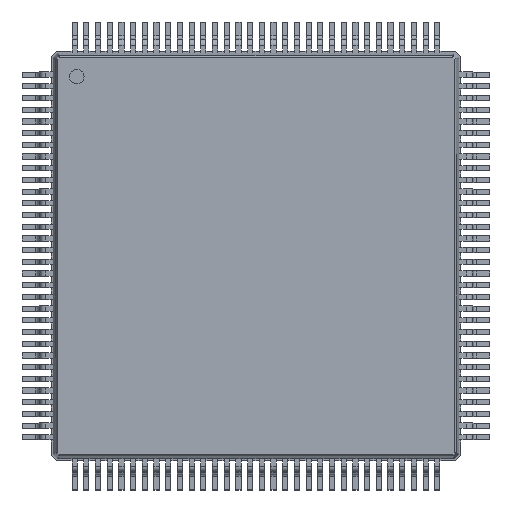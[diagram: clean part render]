
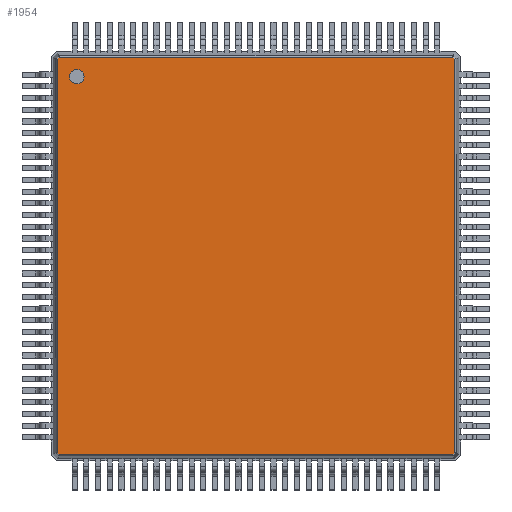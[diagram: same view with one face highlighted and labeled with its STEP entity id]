
A CAD part, top view. The second image highlights one B-rep face of the part: STEP entity #1954.
In plain terms, the highlighted planar face has unit normal (0, 0, 1).
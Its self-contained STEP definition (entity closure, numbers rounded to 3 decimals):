
#13=DIRECTION('',(0.,0.,1.));
#43=CARTESIAN_POINT('',(-6.74,6.829,1.1));
#337=VERTEX_POINT('',#338);
#338=CARTESIAN_POINT('',(-6.724,6.789,1.1));
#355=EDGE_CURVE('',#337,#356,#358,.T.);
#356=VERTEX_POINT('',#357);
#357=CARTESIAN_POINT('',(6.724,6.789,1.1));
#358=B_SPLINE_CURVE_WITH_KNOTS('',2,(#359,#360,#361,#362,#363),.UNSPECIFIED.,.F.,.F.,(3,1,1,3),(-0.7,-0.04,13.52,14.18),.UNSPECIFIED.);
#359=CARTESIAN_POINT('',(-7.44,6.789,1.1));
#360=CARTESIAN_POINT('',(-7.11,6.789,1.1));
#361=CARTESIAN_POINT('',(0.,6.789,1.1));
#362=CARTESIAN_POINT('',(7.11,6.789,1.1));
#363=CARTESIAN_POINT('',(7.44,6.789,1.1));
#1570=DIRECTION('',(0.,-1.,0.));
#1885=EDGE_CURVE('',#356,#1886,#1888,.T.);
#1886=VERTEX_POINT('',#1887);
#1887=CARTESIAN_POINT('',(6.789,6.724,1.1));
#1888=B_SPLINE_CURVE_WITH_KNOTS('',2,(#1889,#1890,#1891,#1892,#1893),.UNSPECIFIED.,.F.,.F.,(3,1,1,3),(-0.291,-0.04,0.167,0.418),.UNSPECIFIED.);
#1889=CARTESIAN_POINT('',(6.505,7.007,1.1));
#1890=CARTESIAN_POINT('',(6.594,6.918,1.1));
#1891=CARTESIAN_POINT('',(6.756,6.756,1.1));
#1892=CARTESIAN_POINT('',(6.918,6.594,1.1));
#1893=CARTESIAN_POINT('',(7.007,6.505,1.1));
#1922=VERTEX_POINT('',#1923);
#1923=CARTESIAN_POINT('',(-6.789,6.724,1.1));
#1940=EDGE_CURVE('',#1922,#337,#1941,.T.);
#1941=B_SPLINE_CURVE_WITH_KNOTS('',2,(#1942,#1943,#1944,#1945,#1946),.UNSPECIFIED.,.F.,.F.,(3,1,1,3),(-0.291,-0.04,0.167,0.418),.UNSPECIFIED.);
#1942=CARTESIAN_POINT('',(-7.007,6.505,1.1));
#1943=CARTESIAN_POINT('',(-6.918,6.594,1.1));
#1944=CARTESIAN_POINT('',(-6.756,6.756,1.1));
#1945=CARTESIAN_POINT('',(-6.594,6.918,1.1));
#1946=CARTESIAN_POINT('',(-6.505,7.007,1.1));
#1954=ADVANCED_FACE('',(#1955,#2008),#2018,.T.);
#1955=FACE_BOUND('',#1956,.T.);
#1956=EDGE_LOOP('',(#1957,#1958,#1959,#1969,#1979,#1989,#1999,#2007));
#1957=ORIENTED_EDGE('',*,*,#355,.F.);
#1958=ORIENTED_EDGE('',*,*,#1940,.F.);
#1959=ORIENTED_EDGE('',*,*,#1960,.F.);
#1960=EDGE_CURVE('',#1961,#1922,#1963,.T.);
#1961=VERTEX_POINT('',#1962);
#1962=CARTESIAN_POINT('',(-6.789,-6.724,1.1));
#1963=B_SPLINE_CURVE_WITH_KNOTS('',2,(#1964,#1965,#1966,#1967,#1968),.UNSPECIFIED.,.F.,.F.,(3,1,1,3),(-0.7,-0.04,13.52,14.18),.UNSPECIFIED.);
#1964=CARTESIAN_POINT('',(-6.789,-7.44,1.1));
#1965=CARTESIAN_POINT('',(-6.789,-7.11,1.1));
#1966=CARTESIAN_POINT('',(-6.789,0.,1.1));
#1967=CARTESIAN_POINT('',(-6.789,7.11,1.1));
#1968=CARTESIAN_POINT('',(-6.789,7.44,1.1));
#1969=ORIENTED_EDGE('',*,*,#1970,.F.);
#1970=EDGE_CURVE('',#1971,#1961,#1973,.T.);
#1971=VERTEX_POINT('',#1972);
#1972=CARTESIAN_POINT('',(-6.724,-6.789,1.1));
#1973=B_SPLINE_CURVE_WITH_KNOTS('',2,(#1974,#1975,#1976,#1977,#1978),.UNSPECIFIED.,.F.,.F.,(3,1,1,3),(-0.291,-0.04,0.167,0.418),.UNSPECIFIED.);
#1974=CARTESIAN_POINT('',(-6.505,-7.007,1.1));
#1975=CARTESIAN_POINT('',(-6.594,-6.918,1.1));
#1976=CARTESIAN_POINT('',(-6.756,-6.756,1.1));
#1977=CARTESIAN_POINT('',(-6.918,-6.594,1.1));
#1978=CARTESIAN_POINT('',(-7.007,-6.505,1.1));
#1979=ORIENTED_EDGE('',*,*,#1980,.F.);
#1980=EDGE_CURVE('',#1981,#1971,#1983,.T.);
#1981=VERTEX_POINT('',#1982);
#1982=CARTESIAN_POINT('',(6.724,-6.789,1.1));
#1983=B_SPLINE_CURVE_WITH_KNOTS('',2,(#1984,#1985,#1986,#1987,#1988),.UNSPECIFIED.,.F.,.F.,(3,1,1,3),(-0.7,-0.04,13.52,14.18),.UNSPECIFIED.);
#1984=CARTESIAN_POINT('',(7.44,-6.789,1.1));
#1985=CARTESIAN_POINT('',(7.11,-6.789,1.1));
#1986=CARTESIAN_POINT('',(0.,-6.789,1.1));
#1987=CARTESIAN_POINT('',(-7.11,-6.789,1.1));
#1988=CARTESIAN_POINT('',(-7.44,-6.789,1.1));
#1989=ORIENTED_EDGE('',*,*,#1990,.F.);
#1990=EDGE_CURVE('',#1991,#1981,#1993,.T.);
#1991=VERTEX_POINT('',#1992);
#1992=CARTESIAN_POINT('',(6.789,-6.724,1.1));
#1993=B_SPLINE_CURVE_WITH_KNOTS('',2,(#1994,#1995,#1996,#1997,#1998),.UNSPECIFIED.,.F.,.F.,(3,1,1,3),(-0.291,-0.04,0.167,0.418),.UNSPECIFIED.);
#1994=CARTESIAN_POINT('',(7.007,-6.505,1.1));
#1995=CARTESIAN_POINT('',(6.918,-6.594,1.1));
#1996=CARTESIAN_POINT('',(6.756,-6.756,1.1));
#1997=CARTESIAN_POINT('',(6.594,-6.918,1.1));
#1998=CARTESIAN_POINT('',(6.505,-7.007,1.1));
#1999=ORIENTED_EDGE('',*,*,#2000,.F.);
#2000=EDGE_CURVE('',#1886,#1991,#2001,.T.);
#2001=B_SPLINE_CURVE_WITH_KNOTS('',2,(#2002,#2003,#2004,#2005,#2006),.UNSPECIFIED.,.F.,.F.,(3,1,1,3),(-0.7,-0.04,13.52,14.18),.UNSPECIFIED.);
#2002=CARTESIAN_POINT('',(6.789,7.44,1.1));
#2003=CARTESIAN_POINT('',(6.789,7.11,1.1));
#2004=CARTESIAN_POINT('',(6.789,0.,1.1));
#2005=CARTESIAN_POINT('',(6.789,-7.11,1.1));
#2006=CARTESIAN_POINT('',(6.789,-7.44,1.1));
#2007=ORIENTED_EDGE('',*,*,#1885,.F.);
#2008=FACE_BOUND('',#2009,.T.);
#2009=EDGE_LOOP('',(#2010));
#2010=ORIENTED_EDGE('',*,*,#2011,.T.);
#2011=EDGE_CURVE('',#2012,#2012,#2014,.T.);
#2012=VERTEX_POINT('',#2013);
#2013=CARTESIAN_POINT('',(-6.129,5.879,1.1));
#2014=CIRCLE('',#2015,0.25);
#2015=AXIS2_PLACEMENT_3D('',#2016,#2017,#1570);
#2016=CARTESIAN_POINT('',(-6.129,6.129,1.1));
#2017=DIRECTION('',(0.,-0.,-1.));
#2018=PLANE('',#2019);
#2019=AXIS2_PLACEMENT_3D('',#43,#13,#2020);
#2020=DIRECTION('',(0.702,-0.712,0.));
